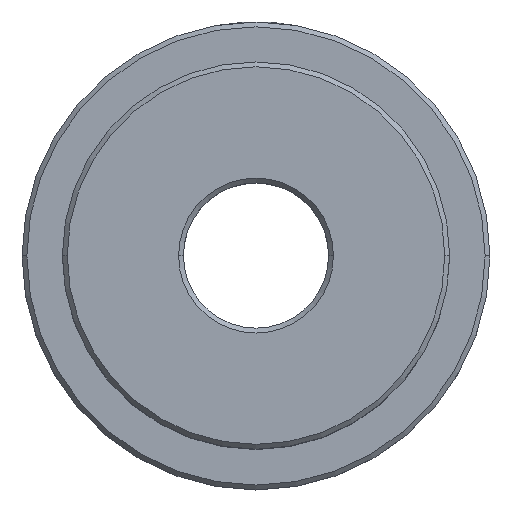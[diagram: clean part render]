
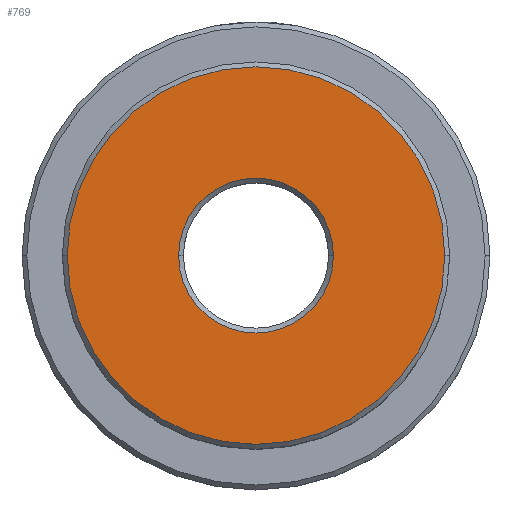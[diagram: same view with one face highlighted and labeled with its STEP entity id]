
A CAD part, top view. The second image highlights one B-rep face of the part: STEP entity #769.
In plain terms, the highlighted planar face has unit normal (0, 0, 1).
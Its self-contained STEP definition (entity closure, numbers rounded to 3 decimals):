
#26 = EDGE_CURVE ( 'NONE', #566, #1008, #492, .T. ) ;
#70 = EDGE_LOOP ( 'NONE', ( #1145, #1067 ) ) ;
#88 = CARTESIAN_POINT ( 'NONE',  ( 11.7, 0., 17. ) ) ;
#178 = AXIS2_PLACEMENT_3D ( 'NONE', #1195, #297, #1086 ) ;
#189 = VERTEX_POINT ( 'NONE', #314 ) ;
#205 = DIRECTION ( 'NONE',  ( 0., 0., 1. ) ) ;
#275 = CARTESIAN_POINT ( 'NONE',  ( 0., 0., 17. ) ) ;
#278 = EDGE_CURVE ( 'NONE', #764, #189, #851, .T. ) ;
#297 = DIRECTION ( 'NONE',  ( 0., 0., 1. ) ) ;
#314 = CARTESIAN_POINT ( 'NONE',  ( -11.7, 0., 17. ) ) ;
#354 = CARTESIAN_POINT ( 'NONE',  ( 4.8, 0., 17. ) ) ;
#389 = DIRECTION ( 'NONE',  ( 1., 0., 0. ) ) ;
#399 = FACE_OUTER_BOUND ( 'NONE', #560, .T. ) ;
#453 = DIRECTION ( 'NONE',  ( 1., 0., 0. ) ) ;
#470 = AXIS2_PLACEMENT_3D ( 'NONE', #879, #205, #988 ) ;
#492 = CIRCLE ( 'NONE', #524, 4.8 ) ;
#524 = AXIS2_PLACEMENT_3D ( 'NONE', #702, #807, #706 ) ;
#558 = DIRECTION ( 'NONE',  ( 0., 0., 1. ) ) ;
#560 = EDGE_LOOP ( 'NONE', ( #1253, #870 ) ) ;
#564 = CARTESIAN_POINT ( 'NONE',  ( 0., 0., 17. ) ) ;
#566 = VERTEX_POINT ( 'NONE', #1275 ) ;
#702 = CARTESIAN_POINT ( 'NONE',  ( 0., 0., 17. ) ) ;
#706 = DIRECTION ( 'NONE',  ( 1., 0., 0. ) ) ;
#752 = AXIS2_PLACEMENT_3D ( 'NONE', #275, #1060, #389 ) ;
#764 = VERTEX_POINT ( 'NONE', #88 ) ;
#769 = ADVANCED_FACE ( 'NONE', ( #916, #399 ), #863, .T. ) ;
#807 = DIRECTION ( 'NONE',  ( 0., 0., -1. ) ) ;
#846 = EDGE_CURVE ( 'NONE', #189, #764, #1152, .T. ) ;
#851 = CIRCLE ( 'NONE', #1446, 11.7 ) ;
#863 = PLANE ( 'NONE',  #178 ) ;
#870 = ORIENTED_EDGE ( 'NONE', *, *, #278, .T. ) ;
#879 = CARTESIAN_POINT ( 'NONE',  ( 0., 0., 17. ) ) ;
#916 = FACE_BOUND ( 'NONE', #70, .T. ) ;
#986 = CIRCLE ( 'NONE', #752, 4.8 ) ;
#988 = DIRECTION ( 'NONE',  ( 1., 0., 0. ) ) ;
#1008 = VERTEX_POINT ( 'NONE', #354 ) ;
#1060 = DIRECTION ( 'NONE',  ( 0., 0., -1. ) ) ;
#1067 = ORIENTED_EDGE ( 'NONE', *, *, #26, .T. ) ;
#1086 = DIRECTION ( 'NONE',  ( 1., 0., 0. ) ) ;
#1145 = ORIENTED_EDGE ( 'NONE', *, *, #1150, .T. ) ;
#1150 = EDGE_CURVE ( 'NONE', #1008, #566, #986, .T. ) ;
#1152 = CIRCLE ( 'NONE', #470, 11.7 ) ;
#1195 = CARTESIAN_POINT ( 'NONE',  ( 0., 0., 17. ) ) ;
#1253 = ORIENTED_EDGE ( 'NONE', *, *, #846, .T. ) ;
#1275 = CARTESIAN_POINT ( 'NONE',  ( -4.8, 0., 17. ) ) ;
#1446 = AXIS2_PLACEMENT_3D ( 'NONE', #564, #558, #453 ) ;
